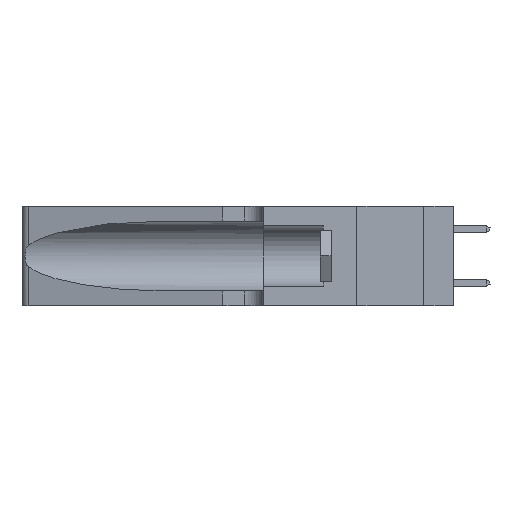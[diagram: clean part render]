
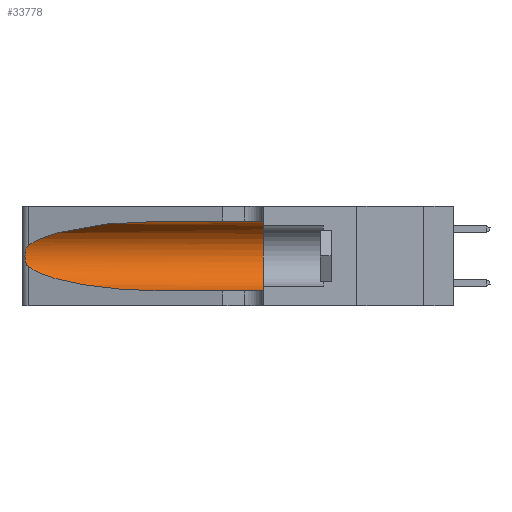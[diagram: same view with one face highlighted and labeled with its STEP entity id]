
A CAD part, left-side view. The second image highlights one B-rep face of the part: STEP entity #33778.
In plain terms, the highlighted cylindrical face has radius 3.308 mm (diameter 6.617 mm), a partial arc.
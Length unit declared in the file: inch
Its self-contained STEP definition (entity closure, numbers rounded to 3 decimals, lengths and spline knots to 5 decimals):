
#1150 = CARTESIAN_POINT ( 'NONE',  ( 0.26017, 1.23833, 0.17102 ) ) ;
#2091 = EDGE_CURVE ( 'NONE', #24731, #43540, #45435, .T. ) ;
#2579 = FACE_OUTER_BOUND ( 'NONE', #17915, .T. ) ;
#3349 = CIRCLE ( 'NONE', #43772, 0.13025 ) ;
#3419 = CARTESIAN_POINT ( 'NONE',  ( 0.18966, 0.96281, 0.05475 ) ) ;
#4256 = CARTESIAN_POINT ( 'NONE',  ( 0.25555, 1.22994, 0.2215 ) ) ;
#4432 = VECTOR ( 'NONE', #5822, 39.37008 ) ;
#5822 = DIRECTION ( 'NONE',  ( 0., -1., 0. ) ) ;
#7199 = CARTESIAN_POINT ( 'NONE',  ( 0.2373, 1.15595, 0.28018 ) ) ;
#7352 = CARTESIAN_POINT ( 'NONE',  ( 0.2373, 1.15595, 0.08982 ) ) ;
#7362 =( BOUNDED_CURVE ( )  B_SPLINE_CURVE ( 3, ( #44502, #10976, #7199, #32946 ),
 .UNSPECIFIED., .F., .T. ) 
 B_SPLINE_CURVE_WITH_KNOTS ( ( 4, 4 ),
 ( 1.5708, 2.84003 ),
 .UNSPECIFIED. ) 
 CURVE ( )  GEOMETRIC_REPRESENTATION_ITEM ( )  RATIONAL_B_SPLINE_CURVE ( ( 1., 0.87, 0.87, 1. ) ) 
 REPRESENTATION_ITEM ( '' )  );
#7548 = EDGE_CURVE ( 'NONE', #44511, #24731, #37661, .T. ) ;
#8018 = CARTESIAN_POINT ( 'NONE',  ( 0.25789, 1.23486, 0.15765 ) ) ;
#8664 = CARTESIAN_POINT ( 'NONE',  ( 0.26075, 1.23896, 0.178 ) ) ;
#10296 = EDGE_CURVE ( 'NONE', #43540, #32624, #24895, .T. ) ;
#10976 = CARTESIAN_POINT ( 'NONE',  ( 0.18966, 0.96281, 0.31525 ) ) ;
#11134 = ORIENTED_EDGE ( 'NONE', *, *, #2091, .T. ) ;
#14072 = DIRECTION ( 'NONE',  ( 0., 1., 0. ) ) ;
#15695 = EDGE_CURVE ( 'NONE', #40754, #32624, #3349, .T. ) ;
#15770 = DIRECTION ( 'NONE',  ( 0., 0., -1. ) ) ;
#15775 = CARTESIAN_POINT ( 'NONE',  ( 0.1305, 0.72297, 0.05475 ) ) ;
#17462 = CARTESIAN_POINT ( 'NONE',  ( 0.1305, 0.35, 0.31525 ) ) ;
#17915 = EDGE_LOOP ( 'NONE', ( #30640, #31665, #11134, #35092, #41138, #48032 ) ) ;
#19392 = CARTESIAN_POINT ( 'NONE',  ( 0.25639, 1.23186, 0.15144 ) ) ;
#19516 = CARTESIAN_POINT ( 'NONE',  ( 0.1305, 1.61858, 0.185 ) ) ;
#19719 = CARTESIAN_POINT ( 'NONE',  ( 0.25639, 1.23184, 0.21858 ) ) ;
#19883 = CARTESIAN_POINT ( 'NONE',  ( 0.25487, 1.22718, 0.14631 ) ) ;
#20061 = CYLINDRICAL_SURFACE ( 'NONE', #43506, 0.13025 ) ;
#20877 = CARTESIAN_POINT ( 'NONE',  ( 0.1305, 1.61858, 0.31525 ) ) ;
#21201 = DIRECTION ( 'NONE',  ( 0., -1., 0. ) ) ;
#23683 = CARTESIAN_POINT ( 'NONE',  ( 0.25487, 1.22718, 0.22369 ) ) ;
#23955 = VERTEX_POINT ( 'NONE', #34227 ) ;
#24731 = VERTEX_POINT ( 'NONE', #31234 ) ;
#24895 = LINE ( 'NONE', #35135, #4432 ) ;
#25039 = CARTESIAN_POINT ( 'NONE',  ( 0.1305, 0.35, 0.185 ) ) ;
#26583 = DIRECTION ( 'NONE',  ( 0., -1., 0. ) ) ;
#27284 = CARTESIAN_POINT ( 'NONE',  ( 0.25856, 1.23593, 0.16098 ) ) ;
#29405 = CARTESIAN_POINT ( 'NONE',  ( 0.25487, 1.22718, 0.22369 ) ) ;
#30640 = ORIENTED_EDGE ( 'NONE', *, *, #37823, .T. ) ;
#31234 = CARTESIAN_POINT ( 'NONE',  ( 0.25487, 1.22718, 0.14631 ) ) ;
#31665 = ORIENTED_EDGE ( 'NONE', *, *, #7548, .T. ) ;
#32624 = VERTEX_POINT ( 'NONE', #33193 ) ;
#32946 = CARTESIAN_POINT ( 'NONE',  ( 0.25487, 1.22718, 0.22369 ) ) ;
#33193 = CARTESIAN_POINT ( 'NONE',  ( 0.1305, 0.35, 0.05475 ) ) ;
#33778 = ADVANCED_FACE ( 'NONE', ( #2579 ), #20061, .F. ) ;
#34227 = CARTESIAN_POINT ( 'NONE',  ( 0.1305, 0.72297, 0.31525 ) ) ;
#34231 = CARTESIAN_POINT ( 'NONE',  ( 0.25854, 1.2359, 0.20912 ) ) ;
#34340 = VECTOR ( 'NONE', #21201, 39.37008 ) ;
#35092 = ORIENTED_EDGE ( 'NONE', *, *, #10296, .T. ) ;
#35135 = CARTESIAN_POINT ( 'NONE',  ( 0.1305, 1.61858, 0.05475 ) ) ;
#36678 = CARTESIAN_POINT ( 'NONE',  ( 0.25487, 1.22718, 0.14631 ) ) ;
#37661 = B_SPLINE_CURVE_WITH_KNOTS ( 'NONE', 3,
 ( #23683, #4256, #19719, #37824, #34231, #37985, #41737, #8664, #1150, #27284, #8018, #19392, #45483, #19883 ),
 .UNSPECIFIED., .F., .F.,
 ( 4, 2, 2, 2, 2, 2, 4 ),
 ( 0., 0.00027, 0.00053, 0.00107, 0.0016, 0.00187, 0.00214 ),
 .UNSPECIFIED. ) ;
#37823 = EDGE_CURVE ( 'NONE', #23955, #44511, #7362, .T. ) ;
#37824 = CARTESIAN_POINT ( 'NONE',  ( 0.25787, 1.23484, 0.2124 ) ) ;
#37985 = CARTESIAN_POINT ( 'NONE',  ( 0.26018, 1.23835, 0.19895 ) ) ;
#40147 = DIRECTION ( 'NONE',  ( 0., 0., 1. ) ) ;
#40754 = VERTEX_POINT ( 'NONE', #17462 ) ;
#41138 = ORIENTED_EDGE ( 'NONE', *, *, #15695, .F. ) ;
#41737 = CARTESIAN_POINT ( 'NONE',  ( 0.26075, 1.23896, 0.19203 ) ) ;
#43506 = AXIS2_PLACEMENT_3D ( 'NONE', #19516, #26583, #15770 ) ;
#43540 = VERTEX_POINT ( 'NONE', #15775 ) ;
#43772 = AXIS2_PLACEMENT_3D ( 'NONE', #25039, #14072, #40147 ) ;
#44249 = LINE ( 'NONE', #20877, #34340 ) ;
#44502 = CARTESIAN_POINT ( 'NONE',  ( 0.1305, 0.72297, 0.31525 ) ) ;
#44511 = VERTEX_POINT ( 'NONE', #29405 ) ;
#45435 =( BOUNDED_CURVE ( )  B_SPLINE_CURVE ( 3, ( #36678, #7352, #3419, #48092 ),
 .UNSPECIFIED., .F., .F. ) 
 B_SPLINE_CURVE_WITH_KNOTS ( ( 4, 4 ),
 ( 3.44316, 4.71239 ),
 .UNSPECIFIED. ) 
 CURVE ( )  GEOMETRIC_REPRESENTATION_ITEM ( )  RATIONAL_B_SPLINE_CURVE ( ( 1., 0.87, 0.87, 1. ) ) 
 REPRESENTATION_ITEM ( '' )  );
#45483 = CARTESIAN_POINT ( 'NONE',  ( 0.25555, 1.22993, 0.14849 ) ) ;
#47815 = EDGE_CURVE ( 'NONE', #23955, #40754, #44249, .T. ) ;
#48032 = ORIENTED_EDGE ( 'NONE', *, *, #47815, .F. ) ;
#48092 = CARTESIAN_POINT ( 'NONE',  ( 0.1305, 0.72297, 0.05475 ) ) ;
